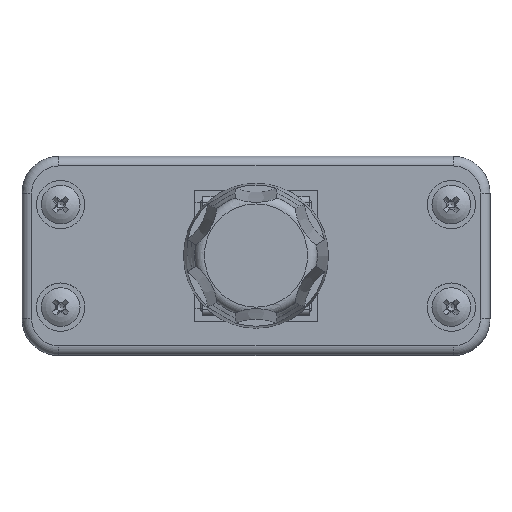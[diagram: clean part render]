
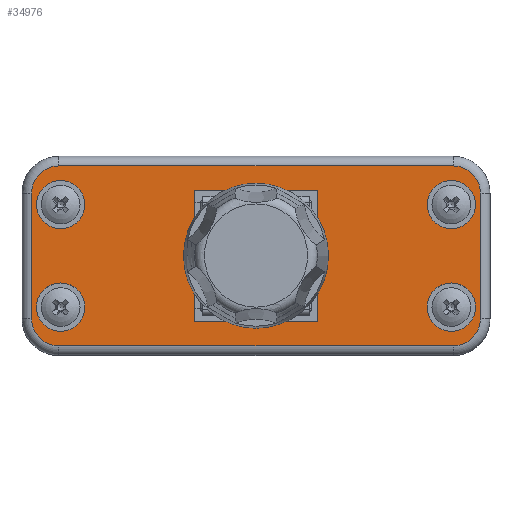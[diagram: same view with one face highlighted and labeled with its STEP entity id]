
A CAD part, top view. The second image highlights one B-rep face of the part: STEP entity #34976.
In plain terms, the highlighted planar face has unit normal (0, 0, 1).
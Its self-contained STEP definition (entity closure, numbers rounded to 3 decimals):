
#34919 = VERTEX_POINT('',#34920);
#34920 = CARTESIAN_POINT('',(101.1,-64.7,9.6));
#34928 = EDGE_CURVE('',#34919,#34919,#34929,.T.);
#34929 = CIRCLE('',#34930,2.5);
#34930 = AXIS2_PLACEMENT_3D('',#34931,#34932,#34933);
#34931 = CARTESIAN_POINT('',(98.6,-64.7,9.6));
#34932 = DIRECTION('',(0.,0.,1.));
#34933 = DIRECTION('',(1.,0.,0.));
#34976 = ADVANCED_FACE('',(#34977,#35047,#35050,#35061,#35072,#35106),
  #35117,.F.);
#34977 = FACE_BOUND('',#34978,.F.);
#34978 = EDGE_LOOP('',(#34979,#34989,#34998,#35006,#35015,#35023,#35032,
    #35040));
#34979 = ORIENTED_EDGE('',*,*,#34980,.F.);
#34980 = EDGE_CURVE('',#34981,#34983,#34985,.T.);
#34981 = VERTEX_POINT('',#34982);
#34982 = CARTESIAN_POINT('',(95.6,-63.5,9.6));
#34983 = VERTEX_POINT('',#34984);
#34984 = CARTESIAN_POINT('',(95.6,-76.5,9.6));
#34985 = LINE('',#34986,#34987);
#34986 = CARTESIAN_POINT('',(95.6,-63.5,9.6));
#34987 = VECTOR('',#34988,1.);
#34988 = DIRECTION('',(0.,-1.,0.));
#34989 = ORIENTED_EDGE('',*,*,#34990,.F.);
#34990 = EDGE_CURVE('',#34991,#34981,#34993,.T.);
#34991 = VERTEX_POINT('',#34992);
#34992 = CARTESIAN_POINT('',(98.4,-60.7,9.6));
#34993 = CIRCLE('',#34994,2.8);
#34994 = AXIS2_PLACEMENT_3D('',#34995,#34996,#34997);
#34995 = CARTESIAN_POINT('',(98.4,-63.5,9.6));
#34996 = DIRECTION('',(0.,-0.,1.));
#34997 = DIRECTION('',(0.,1.,0.));
#34998 = ORIENTED_EDGE('',*,*,#34999,.F.);
#34999 = EDGE_CURVE('',#35000,#34991,#35002,.T.);
#35000 = VERTEX_POINT('',#35001);
#35001 = CARTESIAN_POINT('',(139.2,-60.7,9.6));
#35002 = LINE('',#35003,#35004);
#35003 = CARTESIAN_POINT('',(139.2,-60.7,9.6));
#35004 = VECTOR('',#35005,1.);
#35005 = DIRECTION('',(-1.,0.,0.));
#35006 = ORIENTED_EDGE('',*,*,#35007,.F.);
#35007 = EDGE_CURVE('',#35008,#35000,#35010,.T.);
#35008 = VERTEX_POINT('',#35009);
#35009 = CARTESIAN_POINT('',(142.,-63.5,9.6));
#35010 = CIRCLE('',#35011,2.8);
#35011 = AXIS2_PLACEMENT_3D('',#35012,#35013,#35014);
#35012 = CARTESIAN_POINT('',(139.2,-63.5,9.6));
#35013 = DIRECTION('',(0.,0.,1.));
#35014 = DIRECTION('',(1.,0.,0.));
#35015 = ORIENTED_EDGE('',*,*,#35016,.F.);
#35016 = EDGE_CURVE('',#35017,#35008,#35019,.T.);
#35017 = VERTEX_POINT('',#35018);
#35018 = CARTESIAN_POINT('',(142.,-76.5,9.6));
#35019 = LINE('',#35020,#35021);
#35020 = CARTESIAN_POINT('',(142.,-76.5,9.6));
#35021 = VECTOR('',#35022,1.);
#35022 = DIRECTION('',(0.,1.,0.));
#35023 = ORIENTED_EDGE('',*,*,#35024,.F.);
#35024 = EDGE_CURVE('',#35025,#35017,#35027,.T.);
#35025 = VERTEX_POINT('',#35026);
#35026 = CARTESIAN_POINT('',(139.2,-79.3,9.6));
#35027 = CIRCLE('',#35028,2.8);
#35028 = AXIS2_PLACEMENT_3D('',#35029,#35030,#35031);
#35029 = CARTESIAN_POINT('',(139.2,-76.5,9.6));
#35030 = DIRECTION('',(-0.,0.,1.));
#35031 = DIRECTION('',(0.,-1.,0.));
#35032 = ORIENTED_EDGE('',*,*,#35033,.F.);
#35033 = EDGE_CURVE('',#35034,#35025,#35036,.T.);
#35034 = VERTEX_POINT('',#35035);
#35035 = CARTESIAN_POINT('',(98.4,-79.3,9.6));
#35036 = LINE('',#35037,#35038);
#35037 = CARTESIAN_POINT('',(98.4,-79.3,9.6));
#35038 = VECTOR('',#35039,1.);
#35039 = DIRECTION('',(1.,0.,0.));
#35040 = ORIENTED_EDGE('',*,*,#35041,.F.);
#35041 = EDGE_CURVE('',#34983,#35034,#35042,.T.);
#35042 = CIRCLE('',#35043,2.8);
#35043 = AXIS2_PLACEMENT_3D('',#35044,#35045,#35046);
#35044 = CARTESIAN_POINT('',(98.4,-76.5,9.6));
#35045 = DIRECTION('',(0.,0.,1.));
#35046 = DIRECTION('',(-1.,0.,0.));
#35047 = FACE_BOUND('',#35048,.F.);
#35048 = EDGE_LOOP('',(#35049));
#35049 = ORIENTED_EDGE('',*,*,#34928,.T.);
#35050 = FACE_BOUND('',#35051,.F.);
#35051 = EDGE_LOOP('',(#35052));
#35052 = ORIENTED_EDGE('',*,*,#35053,.T.);
#35053 = EDGE_CURVE('',#35054,#35054,#35056,.T.);
#35054 = VERTEX_POINT('',#35055);
#35055 = CARTESIAN_POINT('',(141.5,-64.7,9.6));
#35056 = CIRCLE('',#35057,2.5);
#35057 = AXIS2_PLACEMENT_3D('',#35058,#35059,#35060);
#35058 = CARTESIAN_POINT('',(139.,-64.7,9.6));
#35059 = DIRECTION('',(0.,0.,1.));
#35060 = DIRECTION('',(1.,0.,0.));
#35061 = FACE_BOUND('',#35062,.F.);
#35062 = EDGE_LOOP('',(#35063));
#35063 = ORIENTED_EDGE('',*,*,#35064,.T.);
#35064 = EDGE_CURVE('',#35065,#35065,#35067,.T.);
#35065 = VERTEX_POINT('',#35066);
#35066 = CARTESIAN_POINT('',(101.1,-75.3,9.6));
#35067 = CIRCLE('',#35068,2.5);
#35068 = AXIS2_PLACEMENT_3D('',#35069,#35070,#35071);
#35069 = CARTESIAN_POINT('',(98.6,-75.3,9.6));
#35070 = DIRECTION('',(0.,0.,1.));
#35071 = DIRECTION('',(1.,0.,0.));
#35072 = FACE_BOUND('',#35073,.F.);
#35073 = EDGE_LOOP('',(#35074,#35084,#35092,#35100));
#35074 = ORIENTED_EDGE('',*,*,#35075,.T.);
#35075 = EDGE_CURVE('',#35076,#35078,#35080,.T.);
#35076 = VERTEX_POINT('',#35077);
#35077 = CARTESIAN_POINT('',(112.45,-63.2,9.6));
#35078 = VERTEX_POINT('',#35079);
#35079 = CARTESIAN_POINT('',(112.45,-76.8,9.6));
#35080 = LINE('',#35081,#35082);
#35081 = CARTESIAN_POINT('',(112.45,-66.6,9.6));
#35082 = VECTOR('',#35083,1.);
#35083 = DIRECTION('',(0.,-1.,0.));
#35084 = ORIENTED_EDGE('',*,*,#35085,.T.);
#35085 = EDGE_CURVE('',#35078,#35086,#35088,.T.);
#35086 = VERTEX_POINT('',#35087);
#35087 = CARTESIAN_POINT('',(125.15,-76.8,9.6));
#35088 = LINE('',#35089,#35090);
#35089 = CARTESIAN_POINT('',(115.625,-76.8,9.6));
#35090 = VECTOR('',#35091,1.);
#35091 = DIRECTION('',(1.,0.,0.));
#35092 = ORIENTED_EDGE('',*,*,#35093,.T.);
#35093 = EDGE_CURVE('',#35086,#35094,#35096,.T.);
#35094 = VERTEX_POINT('',#35095);
#35095 = CARTESIAN_POINT('',(125.15,-63.2,9.6));
#35096 = LINE('',#35097,#35098);
#35097 = CARTESIAN_POINT('',(125.15,-73.4,9.6));
#35098 = VECTOR('',#35099,1.);
#35099 = DIRECTION('',(0.,1.,0.));
#35100 = ORIENTED_EDGE('',*,*,#35101,.T.);
#35101 = EDGE_CURVE('',#35094,#35076,#35102,.T.);
#35102 = LINE('',#35103,#35104);
#35103 = CARTESIAN_POINT('',(121.975,-63.2,9.6));
#35104 = VECTOR('',#35105,1.);
#35105 = DIRECTION('',(-1.,0.,0.));
#35106 = FACE_BOUND('',#35107,.F.);
#35107 = EDGE_LOOP('',(#35108));
#35108 = ORIENTED_EDGE('',*,*,#35109,.T.);
#35109 = EDGE_CURVE('',#35110,#35110,#35112,.T.);
#35110 = VERTEX_POINT('',#35111);
#35111 = CARTESIAN_POINT('',(141.5,-75.3,9.6));
#35112 = CIRCLE('',#35113,2.5);
#35113 = AXIS2_PLACEMENT_3D('',#35114,#35115,#35116);
#35114 = CARTESIAN_POINT('',(139.,-75.3,9.6));
#35115 = DIRECTION('',(0.,0.,1.));
#35116 = DIRECTION('',(1.,0.,0.));
#35117 = PLANE('',#35118);
#35118 = AXIS2_PLACEMENT_3D('',#35119,#35120,#35121);
#35119 = CARTESIAN_POINT('',(118.8,-70.,9.6));
#35120 = DIRECTION('',(0.,0.,-1.));
#35121 = DIRECTION('',(1.,0.,0.));
